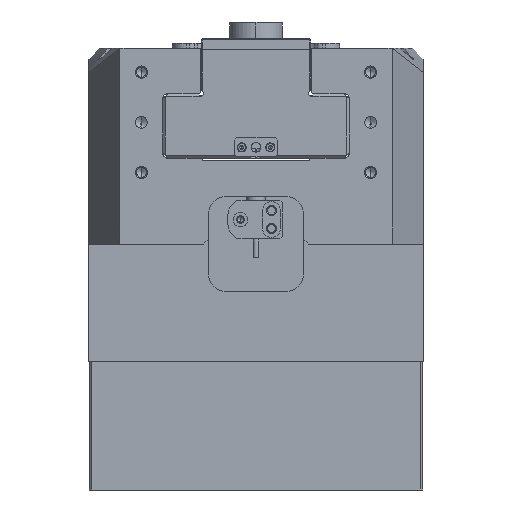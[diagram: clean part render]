
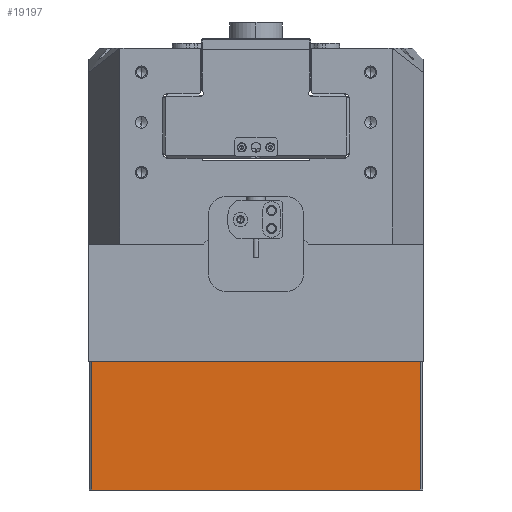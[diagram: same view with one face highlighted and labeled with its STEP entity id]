
A CAD part, left-side view. The second image highlights one B-rep face of the part: STEP entity #19197.
In plain terms, the highlighted planar face has unit normal (-1, 0, 0).
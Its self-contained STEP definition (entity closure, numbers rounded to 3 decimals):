
#1855 = VERTEX_POINT ( 'NONE', #4089 ) ;
#3706 = EDGE_CURVE ( 'NONE', #12369, #24745, #26952, .T. ) ;
#4089 = CARTESIAN_POINT ( 'NONE',  ( -134.235, -54.641, 233.69 ) ) ;
#4972 = AXIS2_PLACEMENT_3D ( 'NONE', #33282, #10421, #13905 ) ;
#6074 = VECTOR ( 'NONE', #16584, 1000. ) ;
#7038 = CARTESIAN_POINT ( 'NONE',  ( -134.235, 82.959, 179.69 ) ) ;
#7902 = CARTESIAN_POINT ( 'NONE',  ( -134.235, 82.959, 233.69 ) ) ;
#9982 = EDGE_CURVE ( 'NONE', #12369, #1855, #33786, .T. ) ;
#10345 = LINE ( 'NONE', #15340, #24934 ) ;
#10421 = DIRECTION ( 'NONE',  ( 1., 0., 0. ) ) ;
#11396 = VECTOR ( 'NONE', #24382, 1000. ) ;
#11521 = ORIENTED_EDGE ( 'NONE', *, *, #9982, .F. ) ;
#12296 = VERTEX_POINT ( 'NONE', #14905 ) ;
#12369 = VERTEX_POINT ( 'NONE', #7902 ) ;
#13389 = ORIENTED_EDGE ( 'NONE', *, *, #3706, .T. ) ;
#13905 = DIRECTION ( 'NONE',  ( 0., 1., 0. ) ) ;
#14190 = CARTESIAN_POINT ( 'NONE',  ( -134.235, 244.159, 233.69 ) ) ;
#14905 = CARTESIAN_POINT ( 'NONE',  ( -134.235, -54.641, 179.69 ) ) ;
#15340 = CARTESIAN_POINT ( 'NONE',  ( -134.235, 83.959, 179.69 ) ) ;
#16584 = DIRECTION ( 'NONE',  ( 0., 0., 1. ) ) ;
#19197 = ADVANCED_FACE ( 'NONE', ( #35352 ), #36473, .F. ) ;
#19545 = EDGE_CURVE ( 'NONE', #12296, #24745, #10345, .T. ) ;
#19817 = ORIENTED_EDGE ( 'NONE', *, *, #19545, .F. ) ;
#20403 = CARTESIAN_POINT ( 'NONE',  ( -134.235, -54.641, 179.69 ) ) ;
#21444 = EDGE_LOOP ( 'NONE', ( #22250, #11521, #13389, #19817 ) ) ;
#21610 = EDGE_CURVE ( 'NONE', #12296, #1855, #33711, .T. ) ;
#22250 = ORIENTED_EDGE ( 'NONE', *, *, #21610, .T. ) ;
#24382 = DIRECTION ( 'NONE',  ( 0., -1., 0. ) ) ;
#24745 = VERTEX_POINT ( 'NONE', #7038 ) ;
#24817 = DIRECTION ( 'NONE',  ( 0., 1., 0. ) ) ;
#24934 = VECTOR ( 'NONE', #24817, 1000. ) ;
#26952 = LINE ( 'NONE', #35751, #33206 ) ;
#29644 = DIRECTION ( 'NONE',  ( 0., 0., -1. ) ) ;
#33206 = VECTOR ( 'NONE', #29644, 1000. ) ;
#33282 = CARTESIAN_POINT ( 'NONE',  ( -134.235, 83.959, 179.69 ) ) ;
#33711 = LINE ( 'NONE', #20403, #6074 ) ;
#33786 = LINE ( 'NONE', #14190, #11396 ) ;
#35352 = FACE_OUTER_BOUND ( 'NONE', #21444, .T. ) ;
#35751 = CARTESIAN_POINT ( 'NONE',  ( -134.235, 82.959, 179.69 ) ) ;
#36473 = PLANE ( 'NONE',  #4972 ) ;
